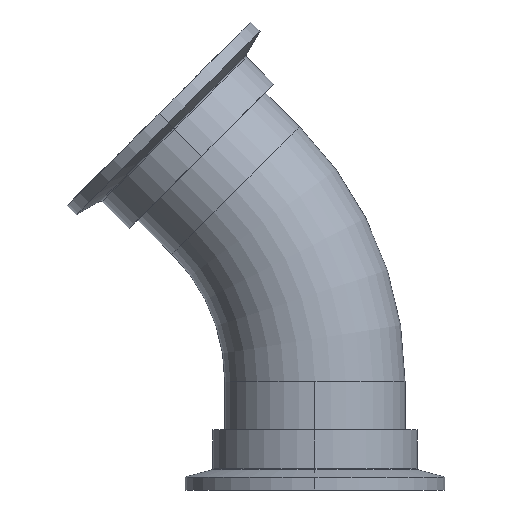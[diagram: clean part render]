
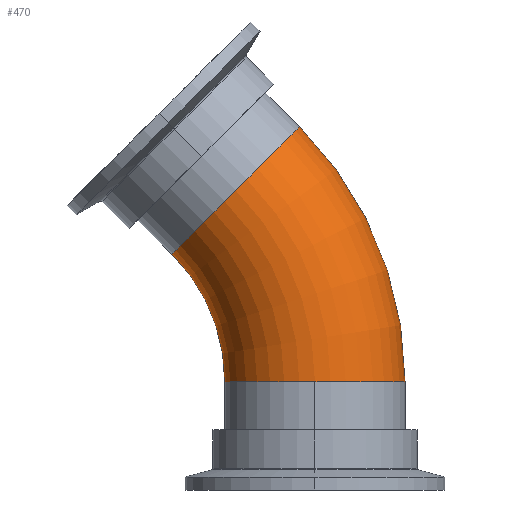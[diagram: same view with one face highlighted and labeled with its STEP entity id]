
A CAD part, left-side view. The second image highlights one B-rep face of the part: STEP entity #470.
In plain terms, the highlighted toroidal (fillet/blend) face has major radius 57.15 mm and minor radius 19.05 mm.
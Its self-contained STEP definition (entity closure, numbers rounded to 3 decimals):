
#18 = DIRECTION ( 'NONE',  ( -1., 0., 0. ) ) ;
#28 = CARTESIAN_POINT ( 'NONE',  ( 0., 17.603, -19.05 ) ) ;
#73 = CARTESIAN_POINT ( 'NONE',  ( 0., 17.603, 0. ) ) ;
#77 = EDGE_LOOP ( 'NONE', ( #225, #195, #834, #101, #282 ) ) ;
#101 = ORIENTED_EDGE ( 'NONE', *, *, #910, .F. ) ;
#153 = VERTEX_POINT ( 'NONE', #274 ) ;
#175 = CIRCLE ( 'NONE', #764, 19.05 ) ;
#195 = ORIENTED_EDGE ( 'NONE', *, *, #777, .T. ) ;
#202 = CARTESIAN_POINT ( 'NONE',  ( 57.15, 17.603, 0. ) ) ;
#215 = CARTESIAN_POINT ( 'NONE',  ( -19.05, 17.603, 0. ) ) ;
#225 = ORIENTED_EDGE ( 'NONE', *, *, #762, .T. ) ;
#256 = VERTEX_POINT ( 'NONE', #215 ) ;
#273 = CARTESIAN_POINT ( 'NONE',  ( 57.15, 17.603, 0. ) ) ;
#274 = CARTESIAN_POINT ( 'NONE',  ( 19.05, 17.603, 0. ) ) ;
#282 = ORIENTED_EDGE ( 'NONE', *, *, #511, .T. ) ;
#284 = DIRECTION ( 'NONE',  ( 0., 1., 0. ) ) ;
#286 = CIRCLE ( 'NONE', #415, 76.2 ) ;
#290 = DIRECTION ( 'NONE',  ( -1., 0., 0. ) ) ;
#297 = TOROIDAL_SURFACE ( 'NONE', #432, 57.15, 19.05 ) ;
#314 = CIRCLE ( 'NONE', #580, 19.05 ) ;
#330 = DIRECTION ( 'NONE',  ( 0., 1., 0. ) ) ;
#415 = AXIS2_PLACEMENT_3D ( 'NONE', #492, #891, #18 ) ;
#428 = CARTESIAN_POINT ( 'NONE',  ( 16.739, 58.014, 0. ) ) ;
#432 = AXIS2_PLACEMENT_3D ( 'NONE', #273, #839, #290 ) ;
#470 = ADVANCED_FACE ( 'NONE', ( #992 ), #297, .T. ) ;
#492 = CARTESIAN_POINT ( 'NONE',  ( 57.15, 17.603, 0. ) ) ;
#496 = EDGE_CURVE ( 'NONE', #767, #822, #175, .T. ) ;
#511 = EDGE_CURVE ( 'NONE', #153, #868, #314, .T. ) ;
#520 = DIRECTION ( 'NONE',  ( -1., 0., 0. ) ) ;
#580 = AXIS2_PLACEMENT_3D ( 'NONE', #1004, #284, #922 ) ;
#629 = CIRCLE ( 'NONE', #861, 38.1 ) ;
#644 = CARTESIAN_POINT ( 'NONE',  ( 3.268, 71.484, 0. ) ) ;
#691 = DIRECTION ( 'NONE',  ( 0.707, 0.707, 0. ) ) ;
#722 = CARTESIAN_POINT ( 'NONE',  ( 30.209, 44.543, 0. ) ) ;
#740 = DIRECTION ( 'NONE',  ( 0., 0., 1. ) ) ;
#762 = EDGE_CURVE ( 'NONE', #868, #256, #784, .T. ) ;
#764 = AXIS2_PLACEMENT_3D ( 'NONE', #428, #691, #934 ) ;
#767 = VERTEX_POINT ( 'NONE', #722 ) ;
#777 = EDGE_CURVE ( 'NONE', #256, #822, #286, .T. ) ;
#784 = CIRCLE ( 'NONE', #927, 19.05 ) ;
#822 = VERTEX_POINT ( 'NONE', #644 ) ;
#834 = ORIENTED_EDGE ( 'NONE', *, *, #496, .F. ) ;
#839 = DIRECTION ( 'NONE',  ( 0., 0., -1. ) ) ;
#861 = AXIS2_PLACEMENT_3D ( 'NONE', #202, #915, #520 ) ;
#868 = VERTEX_POINT ( 'NONE', #28 ) ;
#891 = DIRECTION ( 'NONE',  ( 0., 0., -1. ) ) ;
#910 = EDGE_CURVE ( 'NONE', #153, #767, #629, .T. ) ;
#915 = DIRECTION ( 'NONE',  ( 0., 0., -1. ) ) ;
#922 = DIRECTION ( 'NONE',  ( 0., 0., 1. ) ) ;
#927 = AXIS2_PLACEMENT_3D ( 'NONE', #73, #330, #740 ) ;
#934 = DIRECTION ( 'NONE',  ( 0., 0., 1. ) ) ;
#992 = FACE_OUTER_BOUND ( 'NONE', #77, .T. ) ;
#1004 = CARTESIAN_POINT ( 'NONE',  ( 0., 17.603, 0. ) ) ;
